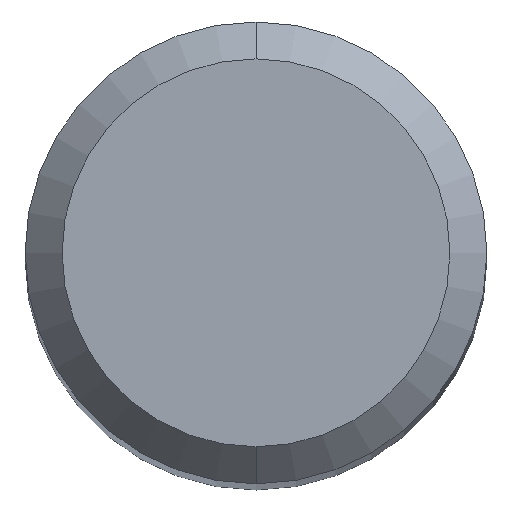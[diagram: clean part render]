
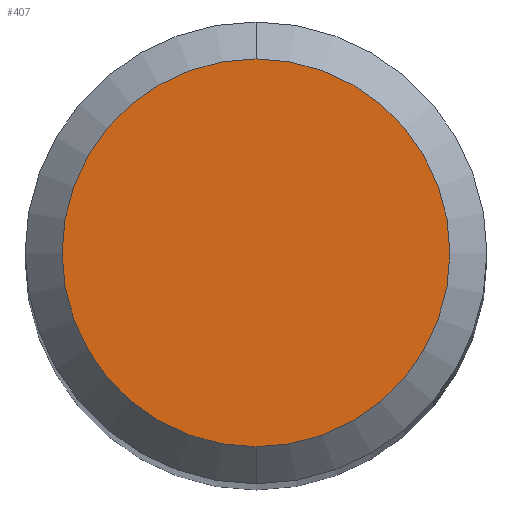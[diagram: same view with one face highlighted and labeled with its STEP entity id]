
A CAD part, top view. The second image highlights one B-rep face of the part: STEP entity #407.
In plain terms, the highlighted planar face has unit normal (0, 0, 1).
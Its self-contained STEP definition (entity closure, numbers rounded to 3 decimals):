
#257=VERTEX_POINT('',#573);
#293=EDGE_CURVE('',#313,#257,#611,.T.);
#309=EDGE_CURVE('',#257,#313,#628,.T.);
#313=VERTEX_POINT('',#632);
#407=ADVANCED_FACE('',(#736),#737,.T.);
#573=CARTESIAN_POINT('',(0.0,2.1,0.0));
#611=CIRCLE('',#1075,2.1);
#628=CIRCLE('',#1114,2.1);
#632=CARTESIAN_POINT('',(0.,-2.1,0.0));
#736=FACE_OUTER_BOUND('',#1333,.T.);
#737=PLANE('',#1334);
#1075=AXIS2_PLACEMENT_3D('',#1586,#1587,#1588);
#1114=AXIS2_PLACEMENT_3D('',#1607,#1608,#1609);
#1333=EDGE_LOOP('',(#1715,#1716));
#1334=AXIS2_PLACEMENT_3D('',#1717,#1718,#1719);
#1586=CARTESIAN_POINT('',(0.0,0.0,0.0));
#1587=DIRECTION('',(0.0,0.0,-1.0));
#1588=DIRECTION('',(0.0,1.0,0.0));
#1607=CARTESIAN_POINT('',(0.0,0.0,0.0));
#1608=DIRECTION('',(0.0,0.0,-1.0));
#1609=DIRECTION('',(0.0,1.0,0.0));
#1715=ORIENTED_EDGE('',*,*,#309,.F.);
#1716=ORIENTED_EDGE('',*,*,#293,.F.);
#1717=CARTESIAN_POINT('',(0.0,1.05,0.0));
#1718=DIRECTION('',(-0.0,0.0,1.0));
#1719=DIRECTION('',(0.0,-1.0,0.0));
